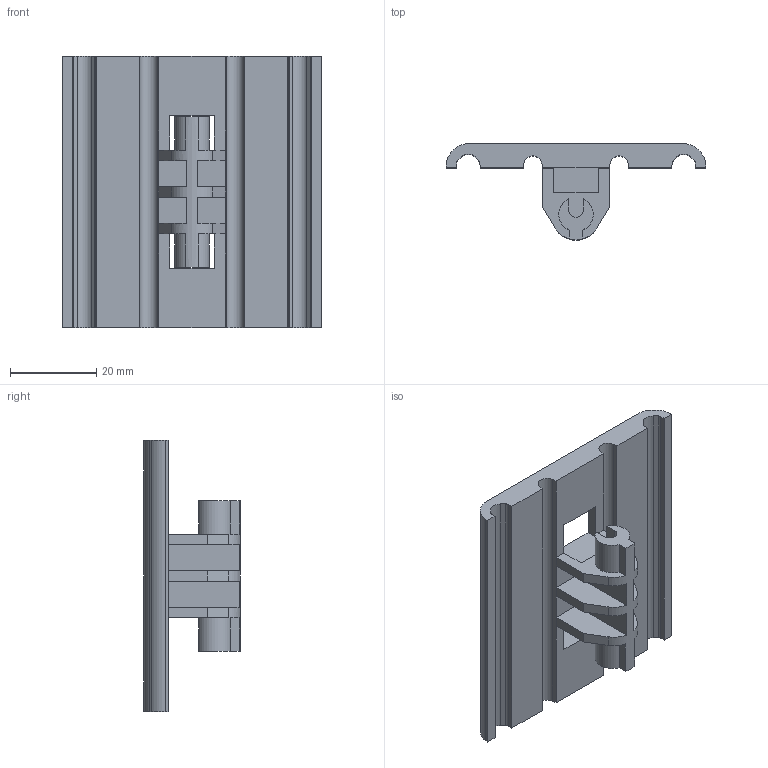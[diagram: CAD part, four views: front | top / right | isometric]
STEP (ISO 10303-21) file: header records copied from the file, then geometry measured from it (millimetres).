
FILE_DESCRIPTION (( 'STEP AP214' ), '1' );
FILE_NAME ('5218886.stp', '2023-09-14T06:17:04', ( '' ), ( '' ), 'SwSTEP 2.0', 'SolidWorks 2022', '' );
FILE_SCHEMA (( 'AUTOMOTIVE_DESIGN' ));
Length unit declared in the file: millimetre
Products named in the file (1): 5218886
Bounding box: 60.3 x 22.32 x 63 mm (x, y, z)
Volume: 14131 mm3; surface area: 12696.3 mm2
Topology: 1 solids, 1 shells, 122 faces, 360 edges, 236 vertices
Faces by surface type: plane 97, cylinder 25
Entity records: 4084 total; most frequent: ORIENTED_EDGE 720, CARTESIAN_POINT 719, DIRECTION 680, EDGE_CURVE 360, LINE 286, VECTOR 286, VERTEX_POINT 236, AXIS2_PLACEMENT_3D 197
